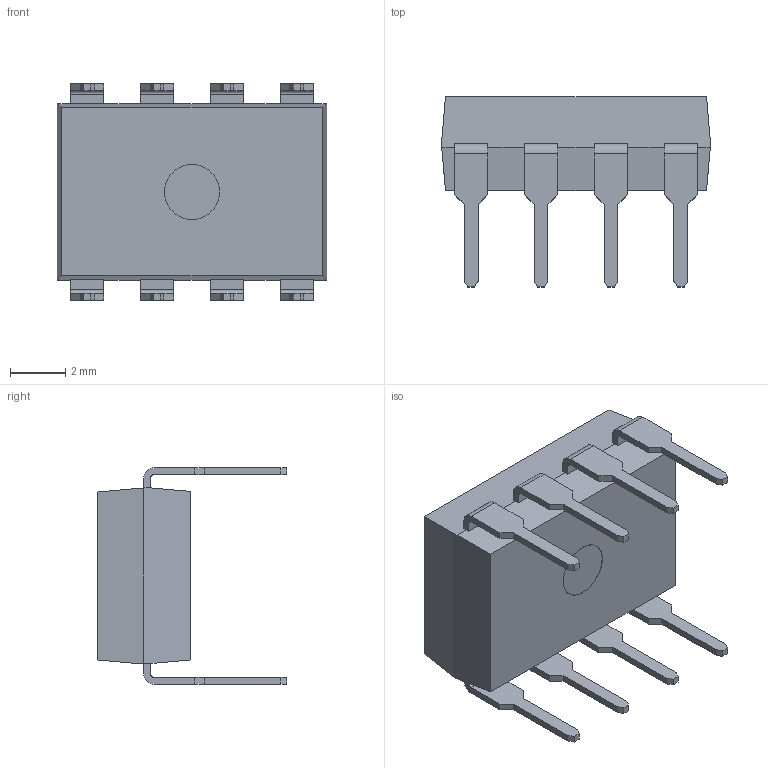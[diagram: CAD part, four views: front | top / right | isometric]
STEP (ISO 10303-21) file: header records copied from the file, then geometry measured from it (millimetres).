
FILE_DESCRIPTION((''),'2;1');
FILE_NAME('DIP-8-PIN- THRU HOLE.stp','2013-05-29T14:11:40',('odafonseca'),(''),'Autodesk Inventor 2013','Autodesk Inventor 2013','');
FILE_SCHEMA(('AUTOMOTIVE_DESIGN { 1 0 10303 214 1 1 1 1 }'));
Length unit declared in the file: millimetre
Products named in the file (1): DIP-8-PIN- THRU HOLE
Bounding box: 9.78 x 6.9 x 7.87 mm (x, y, z)
Volume: 213.9 mm3; surface area: 317.2 mm2
Topology: 1 solids, 1 shells, 260 faces, 722 edges, 478 vertices
Faces by surface type: plane 162, bspline 80, cylinder 18
Full cylindrical faces by diameter (mm): 1 x1, 2 x1
Entity records: 8924 total; most frequent: CARTESIAN_POINT 2499, ORIENTED_EDGE 1440, DIRECTION 958, EDGE_CURVE 720, VECTOR 524, LINE 524, VERTEX_POINT 478, EDGE_LOOP 276
